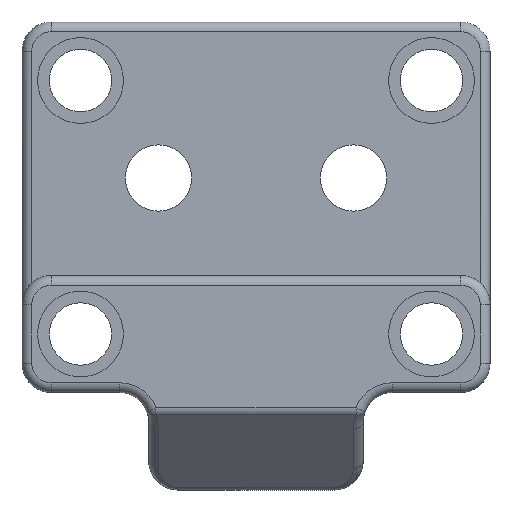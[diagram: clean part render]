
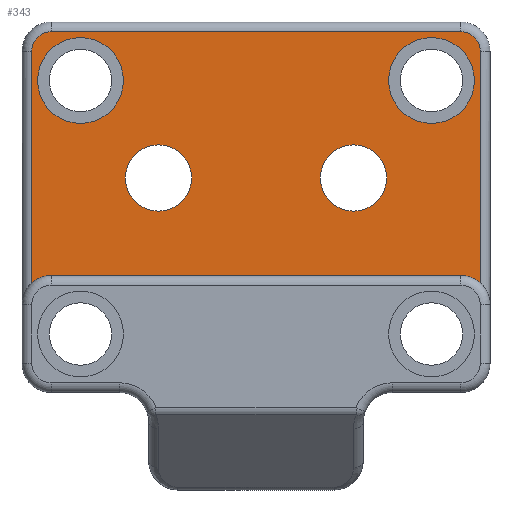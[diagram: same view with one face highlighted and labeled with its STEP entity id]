
A CAD part, front view. The second image highlights one B-rep face of the part: STEP entity #343.
In plain terms, the highlighted planar face has unit normal (0, -1, 0).
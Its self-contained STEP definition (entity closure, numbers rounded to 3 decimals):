
#13 = EDGE_CURVE ( 'NONE', #590, #2855, #4392, .T. ) ;
#80 = CARTESIAN_POINT ( 'NONE',  ( 22.5, 0., -14.5 ) ) ;
#124 = CARTESIAN_POINT ( 'NONE',  ( 0., 0., -13. ) ) ;
#148 = CARTESIAN_POINT ( 'NONE',  ( 1.5, 0., -0.5 ) ) ;
#171 = CARTESIAN_POINT ( 'NONE',  ( 17., 0., -6.3 ) ) ;
#188 = EDGE_CURVE ( 'NONE', #4549, #2378, #3769, .T. ) ;
#215 = AXIS2_PLACEMENT_3D ( 'NONE', #354, #4046, #1784 ) ;
#243 = VERTEX_POINT ( 'NONE', #148 ) ;
#288 = EDGE_CURVE ( 'NONE', #1006, #3348, #3319, .T. ) ;
#294 = VECTOR ( 'NONE', #437, 1000. ) ;
#302 = FACE_BOUND ( 'NONE', #1004, .T. ) ;
#338 = EDGE_CURVE ( 'NONE', #1318, #959, #2558, .T. ) ;
#343 = ADVANCED_FACE ( 'NONE', ( #2886, #3947, #1024, #302, #1798 ), #3283, .T. ) ;
#353 = VERTEX_POINT ( 'NONE', #978 ) ;
#354 = CARTESIAN_POINT ( 'NONE',  ( 7., 0., -8. ) ) ;
#361 = DIRECTION ( 'NONE',  ( 0., -1., 0. ) ) ;
#374 = ORIENTED_EDGE ( 'NONE', *, *, #4274, .T. ) ;
#418 = EDGE_CURVE ( 'NONE', #2918, #590, #3693, .T. ) ;
#437 = DIRECTION ( 'NONE',  ( -1., 0., 0. ) ) ;
#442 = ORIENTED_EDGE ( 'NONE', *, *, #188, .T. ) ;
#443 = DIRECTION ( 'NONE',  ( 0., 1., 0. ) ) ;
#470 = AXIS2_PLACEMENT_3D ( 'NONE', #3557, #3230, #4710 ) ;
#485 = AXIS2_PLACEMENT_3D ( 'NONE', #2867, #2842, #1804 ) ;
#492 = CARTESIAN_POINT ( 'NONE',  ( 7., 0., -6.3 ) ) ;
#590 = VERTEX_POINT ( 'NONE', #4177 ) ;
#596 = DIRECTION ( 'NONE',  ( 0., -1., 0. ) ) ;
#597 = VERTEX_POINT ( 'NONE', #171 ) ;
#623 = ORIENTED_EDGE ( 'NONE', *, *, #288, .T. ) ;
#640 = DIRECTION ( 'NONE',  ( 0., 0., -1. ) ) ;
#673 = EDGE_CURVE ( 'NONE', #243, #2918, #4596, .T. ) ;
#676 = CARTESIAN_POINT ( 'NONE',  ( 21., 0., -5.2 ) ) ;
#680 = CARTESIAN_POINT ( 'NONE',  ( 0.5, 0., -1.5 ) ) ;
#742 = CARTESIAN_POINT ( 'NONE',  ( 3., 0., -0.8 ) ) ;
#793 = CARTESIAN_POINT ( 'NONE',  ( 3., 0., -5.2 ) ) ;
#883 = VERTEX_POINT ( 'NONE', #676 ) ;
#896 = DIRECTION ( 'NONE',  ( 0., 1., 0. ) ) ;
#959 = VERTEX_POINT ( 'NONE', #793 ) ;
#962 = DIRECTION ( 'NONE',  ( 0., 0., -1. ) ) ;
#978 = CARTESIAN_POINT ( 'NONE',  ( 21., 0., -0.8 ) ) ;
#1004 = EDGE_LOOP ( 'NONE', ( #3810, #2977 ) ) ;
#1006 = VERTEX_POINT ( 'NONE', #492 ) ;
#1024 = FACE_OUTER_BOUND ( 'NONE', #4247, .T. ) ;
#1068 = ORIENTED_EDGE ( 'NONE', *, *, #1156, .F. ) ;
#1156 = EDGE_CURVE ( 'NONE', #1406, #2855, #1501, .T. ) ;
#1182 = DIRECTION ( 'NONE',  ( 0., 0., -1. ) ) ;
#1318 = VERTEX_POINT ( 'NONE', #742 ) ;
#1406 = VERTEX_POINT ( 'NONE', #3315 ) ;
#1408 = CIRCLE ( 'NONE', #2671, 1.7 ) ;
#1431 = ORIENTED_EDGE ( 'NONE', *, *, #2246, .F. ) ;
#1501 = LINE ( 'NONE', #124, #294 ) ;
#1624 = CARTESIAN_POINT ( 'NONE',  ( 17., 0., -9.7 ) ) ;
#1634 = ORIENTED_EDGE ( 'NONE', *, *, #673, .T. ) ;
#1687 = CARTESIAN_POINT ( 'NONE',  ( 21., 0., -3. ) ) ;
#1691 = VERTEX_POINT ( 'NONE', #4447 ) ;
#1784 = DIRECTION ( 'NONE',  ( 0., 0., 1. ) ) ;
#1798 = FACE_BOUND ( 'NONE', #2707, .T. ) ;
#1804 = DIRECTION ( 'NONE',  ( 0., 0., -1. ) ) ;
#1822 = EDGE_CURVE ( 'NONE', #4366, #597, #1408, .T. ) ;
#1877 = EDGE_LOOP ( 'NONE', ( #3544, #4110 ) ) ;
#1947 = CIRCLE ( 'NONE', #3403, 2.2 ) ;
#2019 = CIRCLE ( 'NONE', #3783, 1.5 ) ;
#2090 = AXIS2_PLACEMENT_3D ( 'NONE', #2371, #596, #640 ) ;
#2095 = DIRECTION ( 'NONE',  ( 0., 0., 1. ) ) ;
#2116 = CIRCLE ( 'NONE', #3035, 1.7 ) ;
#2163 = CARTESIAN_POINT ( 'NONE',  ( 1.5, 0., -1.5 ) ) ;
#2246 = EDGE_CURVE ( 'NONE', #883, #353, #3887, .T. ) ;
#2271 = CARTESIAN_POINT ( 'NONE',  ( 22.5, 0., -1.5 ) ) ;
#2277 = CARTESIAN_POINT ( 'NONE',  ( 21., 0., -3. ) ) ;
#2295 = DIRECTION ( 'NONE',  ( 0., -1., 0. ) ) ;
#2299 = CARTESIAN_POINT ( 'NONE',  ( 22.5, 0., -0.5 ) ) ;
#2305 = EDGE_CURVE ( 'NONE', #3348, #1006, #3968, .T. ) ;
#2349 = LINE ( 'NONE', #2397, #2544 ) ;
#2365 = AXIS2_PLACEMENT_3D ( 'NONE', #2277, #2684, #2730 ) ;
#2371 = CARTESIAN_POINT ( 'NONE',  ( 3., 0., -3. ) ) ;
#2378 = VERTEX_POINT ( 'NONE', #2299 ) ;
#2397 = CARTESIAN_POINT ( 'NONE',  ( 1.5, 0., -0.5 ) ) ;
#2416 = DIRECTION ( 'NONE',  ( 0., 0., -1. ) ) ;
#2427 = EDGE_CURVE ( 'NONE', #353, #883, #3353, .T. ) ;
#2439 = CARTESIAN_POINT ( 'NONE',  ( 17., 0., -8. ) ) ;
#2540 = EDGE_CURVE ( 'NONE', #2378, #243, #2349, .T. ) ;
#2544 = VECTOR ( 'NONE', #4187, 1000. ) ;
#2558 = CIRCLE ( 'NONE', #2090, 2.2 ) ;
#2671 = AXIS2_PLACEMENT_3D ( 'NONE', #3892, #3226, #3251 ) ;
#2684 = DIRECTION ( 'NONE',  ( 0., -1., 0. ) ) ;
#2707 = EDGE_LOOP ( 'NONE', ( #623, #3848 ) ) ;
#2713 = ORIENTED_EDGE ( 'NONE', *, *, #2427, .F. ) ;
#2730 = DIRECTION ( 'NONE',  ( 0., 0., -1. ) ) ;
#2814 = DIRECTION ( 'NONE',  ( 0., 0., 1. ) ) ;
#2842 = DIRECTION ( 'NONE',  ( 0., 1., 0. ) ) ;
#2855 = VERTEX_POINT ( 'NONE', #3522 ) ;
#2867 = CARTESIAN_POINT ( 'NONE',  ( 1.5, 0., -14.5 ) ) ;
#2886 = FACE_BOUND ( 'NONE', #3466, .T. ) ;
#2918 = VERTEX_POINT ( 'NONE', #680 ) ;
#2977 = ORIENTED_EDGE ( 'NONE', *, *, #1822, .T. ) ;
#3012 = AXIS2_PLACEMENT_3D ( 'NONE', #2163, #361, #3639 ) ;
#3035 = AXIS2_PLACEMENT_3D ( 'NONE', #2439, #896, #2814 ) ;
#3039 = ORIENTED_EDGE ( 'NONE', *, *, #2540, .T. ) ;
#3061 = DIRECTION ( 'NONE',  ( 0., 0., -1. ) ) ;
#3104 = CARTESIAN_POINT ( 'NONE',  ( 23.5, 0., -1.5 ) ) ;
#3134 = CARTESIAN_POINT ( 'NONE',  ( 3., 0., -3. ) ) ;
#3135 = CARTESIAN_POINT ( 'NONE',  ( 7., 0., -8. ) ) ;
#3226 = DIRECTION ( 'NONE',  ( 0., 1., 0. ) ) ;
#3230 = DIRECTION ( 'NONE',  ( 0., -1., 0. ) ) ;
#3251 = DIRECTION ( 'NONE',  ( 0., 0., 1. ) ) ;
#3283 = PLANE ( 'NONE',  #470 ) ;
#3315 = CARTESIAN_POINT ( 'NONE',  ( 22.5, 0., -13. ) ) ;
#3319 = CIRCLE ( 'NONE', #4592, 1.7 ) ;
#3348 = VERTEX_POINT ( 'NONE', #4398 ) ;
#3353 = CIRCLE ( 'NONE', #2365, 2.2 ) ;
#3403 = AXIS2_PLACEMENT_3D ( 'NONE', #3134, #4232, #2416 ) ;
#3466 = EDGE_LOOP ( 'NONE', ( #1431, #2713 ) ) ;
#3474 = ORIENTED_EDGE ( 'NONE', *, *, #13, .T. ) ;
#3522 = CARTESIAN_POINT ( 'NONE',  ( 1.5, 0., -13. ) ) ;
#3544 = ORIENTED_EDGE ( 'NONE', *, *, #4211, .F. ) ;
#3557 = CARTESIAN_POINT ( 'NONE',  ( 0., 0., 0. ) ) ;
#3639 = DIRECTION ( 'NONE',  ( 0., 0., -1. ) ) ;
#3689 = AXIS2_PLACEMENT_3D ( 'NONE', #2271, #2295, #3061 ) ;
#3693 = LINE ( 'NONE', #3771, #4697 ) ;
#3769 = CIRCLE ( 'NONE', #3689, 1. ) ;
#3771 = CARTESIAN_POINT ( 'NONE',  ( 0.5, 0., -14.5 ) ) ;
#3783 = AXIS2_PLACEMENT_3D ( 'NONE', #80, #443, #4020 ) ;
#3810 = ORIENTED_EDGE ( 'NONE', *, *, #4512, .T. ) ;
#3848 = ORIENTED_EDGE ( 'NONE', *, *, #2305, .T. ) ;
#3869 = DIRECTION ( 'NONE',  ( 0., 1., 0. ) ) ;
#3887 = CIRCLE ( 'NONE', #4190, 2.2 ) ;
#3892 = CARTESIAN_POINT ( 'NONE',  ( 17., 0., -8. ) ) ;
#3947 = FACE_BOUND ( 'NONE', #1877, .T. ) ;
#3968 = CIRCLE ( 'NONE', #215, 1.7 ) ;
#4020 = DIRECTION ( 'NONE',  ( 0., 0., -1. ) ) ;
#4046 = DIRECTION ( 'NONE',  ( 0., 1., 0. ) ) ;
#4110 = ORIENTED_EDGE ( 'NONE', *, *, #338, .F. ) ;
#4177 = CARTESIAN_POINT ( 'NONE',  ( 0.5, 0., -13.382 ) ) ;
#4187 = DIRECTION ( 'NONE',  ( -1., 0., 0. ) ) ;
#4190 = AXIS2_PLACEMENT_3D ( 'NONE', #1687, #4607, #962 ) ;
#4211 = EDGE_CURVE ( 'NONE', #959, #1318, #1947, .T. ) ;
#4232 = DIRECTION ( 'NONE',  ( 0., -1., 0. ) ) ;
#4247 = EDGE_LOOP ( 'NONE', ( #1634, #4458, #3474, #1068, #374, #4582, #442, #3039 ) ) ;
#4274 = EDGE_CURVE ( 'NONE', #1406, #1691, #2019, .T. ) ;
#4366 = VERTEX_POINT ( 'NONE', #1624 ) ;
#4392 = CIRCLE ( 'NONE', #485, 1.5 ) ;
#4398 = CARTESIAN_POINT ( 'NONE',  ( 7., 0., -9.7 ) ) ;
#4405 = EDGE_CURVE ( 'NONE', #1691, #4549, #4459, .T. ) ;
#4447 = CARTESIAN_POINT ( 'NONE',  ( 23.5, 0., -13.382 ) ) ;
#4458 = ORIENTED_EDGE ( 'NONE', *, *, #418, .T. ) ;
#4459 = LINE ( 'NONE', #4615, #4617 ) ;
#4512 = EDGE_CURVE ( 'NONE', #597, #4366, #2116, .T. ) ;
#4549 = VERTEX_POINT ( 'NONE', #3104 ) ;
#4582 = ORIENTED_EDGE ( 'NONE', *, *, #4405, .T. ) ;
#4592 = AXIS2_PLACEMENT_3D ( 'NONE', #3135, #3869, #4595 ) ;
#4595 = DIRECTION ( 'NONE',  ( 0., 0., 1. ) ) ;
#4596 = CIRCLE ( 'NONE', #3012, 1. ) ;
#4607 = DIRECTION ( 'NONE',  ( 0., -1., 0. ) ) ;
#4615 = CARTESIAN_POINT ( 'NONE',  ( 23.5, 0., -1.5 ) ) ;
#4617 = VECTOR ( 'NONE', #2095, 1000. ) ;
#4697 = VECTOR ( 'NONE', #1182, 1000. ) ;
#4710 = DIRECTION ( 'NONE',  ( 0., 0., -1. ) ) ;
